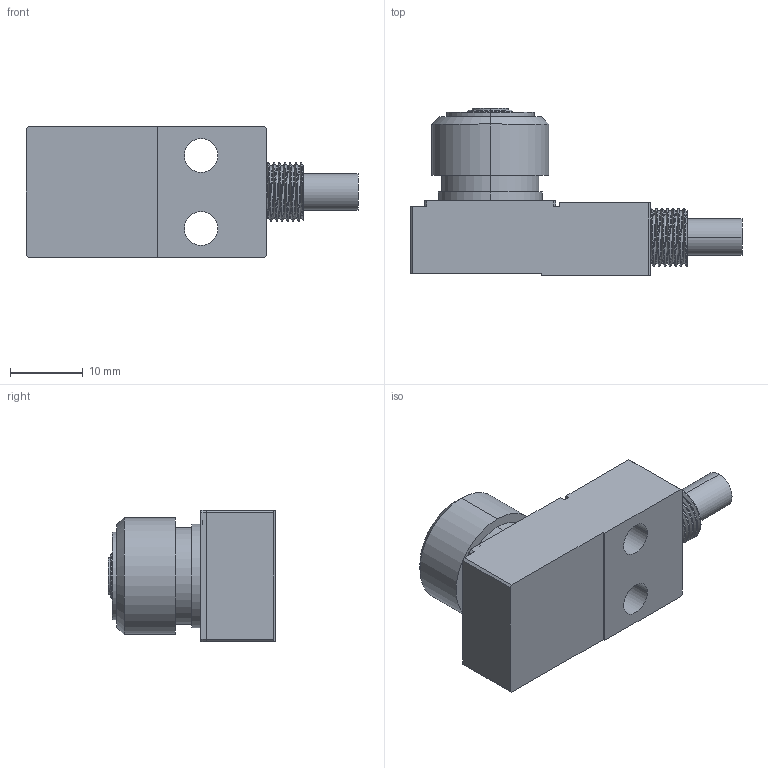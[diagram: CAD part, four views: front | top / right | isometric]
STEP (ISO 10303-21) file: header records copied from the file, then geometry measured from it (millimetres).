
FILE_DESCRIPTION (( 'STEP AP203' ), '1' );
FILE_NAME ('P11DDB-DU.STEP', '2016-06-29T13:25:50', ( '' ), ( '' ), 'SwSTEP 2.0', 'SolidWorks 2016', '' );
FILE_SCHEMA (( 'CONFIG_CONTROL_DESIGN' ));
Length unit declared in the file: millimetre
Products named in the file (1): P11DDB-DU
Bounding box: 45.5 x 23 x 18 mm (x, y, z)
Volume: 8127.4 mm3; surface area: 3468.9 mm2
Topology: 1 solids, 1 shells, 101 faces, 251 edges, 166 vertices
Faces by surface type: cylinder 44, plane 41, bspline 12, cone 4
Entity records: 4973 total; most frequent: CARTESIAN_POINT 2539, ORIENTED_EDGE 502, DIRECTION 476, EDGE_CURVE 251, AXIS2_PLACEMENT_3D 173, VERTEX_POINT 166, LINE 130, VECTOR 130
